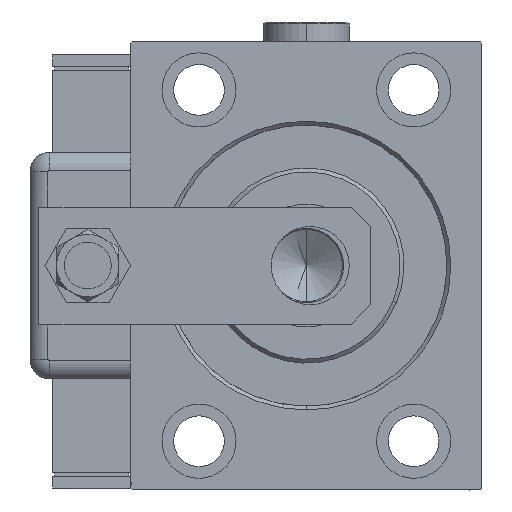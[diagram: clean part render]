
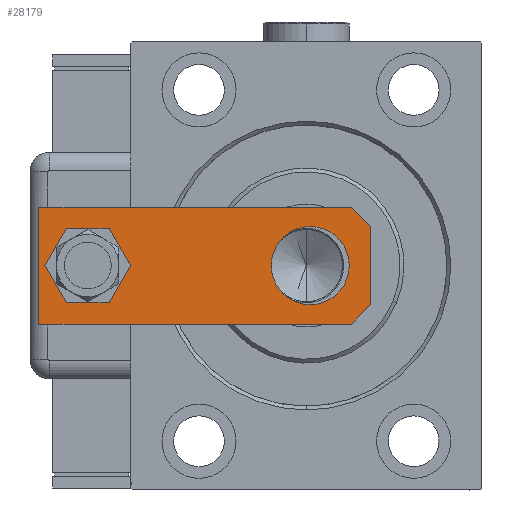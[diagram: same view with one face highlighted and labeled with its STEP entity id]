
A CAD part, left-side view. The second image highlights one B-rep face of the part: STEP entity #28179.
In plain terms, the highlighted face is planar.
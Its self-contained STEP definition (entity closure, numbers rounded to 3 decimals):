
#2014 = DIRECTION ( 'NONE',  ( 1., 0., 0. ) ) ;
#3240 = DIRECTION ( 'NONE',  ( -0.707, 0.707, 0. ) ) ;
#4965 = DIRECTION ( 'NONE',  ( 0., 0., 1. ) ) ;
#5288 = DIRECTION ( 'NONE',  ( 0., 0., 1. ) ) ;
#5603 = EDGE_CURVE ( 'NONE', #54978, #50642, #23540, .T. ) ;
#5803 = AXIS2_PLACEMENT_3D ( 'NONE', #29340, #5288, #23493 ) ;
#5928 = CARTESIAN_POINT ( 'NONE',  ( -15., 85., 0. ) ) ;
#7541 = EDGE_CURVE ( 'NONE', #56090, #27609, #29975, .T. ) ;
#8093 = EDGE_LOOP ( 'NONE', ( #52105, #55731, #39332, #13863, #27449, #8647 ) ) ;
#8647 = ORIENTED_EDGE ( 'NONE', *, *, #7541, .T. ) ;
#9474 = CIRCLE ( 'NONE', #44955, 7. ) ;
#10040 = CARTESIAN_POINT ( 'NONE',  ( 15., 85., 0. ) ) ;
#11128 = VECTOR ( 'NONE', #21704, 1000. ) ;
#13389 = CARTESIAN_POINT ( 'NONE',  ( 0., 0., 0. ) ) ;
#13797 = AXIS2_PLACEMENT_3D ( 'NONE', #50597, #31452, #21886 ) ;
#13863 = ORIENTED_EDGE ( 'NONE', *, *, #38792, .F. ) ;
#16009 = VECTOR ( 'NONE', #24747, 1000. ) ;
#16264 = EDGE_CURVE ( 'NONE', #29505, #27609, #38316, .T. ) ;
#18683 = LINE ( 'NONE', #10040, #31463 ) ;
#19163 = DIRECTION ( 'NONE',  ( 1., 0., 0. ) ) ;
#21704 = DIRECTION ( 'NONE',  ( 0., 1., 0. ) ) ;
#21858 = CARTESIAN_POINT ( 'NONE',  ( 7., 72.5, 0. ) ) ;
#21886 = DIRECTION ( 'NONE',  ( 1., 0., 0. ) ) ;
#22445 = EDGE_CURVE ( 'NONE', #56090, #42268, #54448, .T. ) ;
#22755 = VERTEX_POINT ( 'NONE', #26934 ) ;
#23493 = DIRECTION ( 'NONE',  ( 1., 0., 0. ) ) ;
#23540 = CIRCLE ( 'NONE', #5803, 7. ) ;
#23678 = CIRCLE ( 'NONE', #27576, 10. ) ;
#24747 = DIRECTION ( 'NONE',  ( 0., -1., 0. ) ) ;
#25029 = DIRECTION ( 'NONE',  ( 1., 0., 0. ) ) ;
#25806 = ORIENTED_EDGE ( 'NONE', *, *, #5603, .T. ) ;
#26007 = AXIS2_PLACEMENT_3D ( 'NONE', #13389, #56312, #46107 ) ;
#26697 = LINE ( 'NONE', #45522, #50937 ) ;
#26934 = CARTESIAN_POINT ( 'NONE',  ( 10., 15.5, 0. ) ) ;
#27274 = PLANE ( 'NONE',  #26007 ) ;
#27449 = ORIENTED_EDGE ( 'NONE', *, *, #22445, .F. ) ;
#27576 = AXIS2_PLACEMENT_3D ( 'NONE', #60881, #4965, #19163 ) ;
#27609 = VERTEX_POINT ( 'NONE', #59576 ) ;
#28179 = ADVANCED_FACE ( 'NONE', ( #60959, #32216, #37450 ), #27274, .F. ) ;
#29089 = CARTESIAN_POINT ( 'NONE',  ( -15., 5., 0. ) ) ;
#29340 = CARTESIAN_POINT ( 'NONE',  ( 0., 72.5, 0. ) ) ;
#29505 = VERTEX_POINT ( 'NONE', #39225 ) ;
#29975 = LINE ( 'NONE', #45373, #33385 ) ;
#30705 = CARTESIAN_POINT ( 'NONE',  ( 15., 85., 0. ) ) ;
#31420 = ORIENTED_EDGE ( 'NONE', *, *, #41561, .T. ) ;
#31452 = DIRECTION ( 'NONE',  ( 0., 0., 1. ) ) ;
#31463 = VECTOR ( 'NONE', #52036, 1000. ) ;
#32216 = FACE_BOUND ( 'NONE', #57811, .T. ) ;
#33385 = VECTOR ( 'NONE', #35226, 1000. ) ;
#33989 = CARTESIAN_POINT ( 'NONE',  ( -15., 0., 0. ) ) ;
#35226 = DIRECTION ( 'NONE',  ( -0.707, -0.707, 0. ) ) ;
#35351 = DIRECTION ( 'NONE',  ( 0., 0., 1. ) ) ;
#36291 = VERTEX_POINT ( 'NONE', #60060 ) ;
#36349 = EDGE_CURVE ( 'NONE', #29505, #57824, #26697, .T. ) ;
#37450 = FACE_BOUND ( 'NONE', #38251, .T. ) ;
#38251 = EDGE_LOOP ( 'NONE', ( #58134, #31420 ) ) ;
#38316 = LINE ( 'NONE', #33989, #43381 ) ;
#38792 = EDGE_CURVE ( 'NONE', #42268, #36291, #18683, .T. ) ;
#39225 = CARTESIAN_POINT ( 'NONE',  ( -10., 0., 0. ) ) ;
#39332 = ORIENTED_EDGE ( 'NONE', *, *, #46791, .F. ) ;
#40416 = CIRCLE ( 'NONE', #13797, 10. ) ;
#41269 = EDGE_CURVE ( 'NONE', #44231, #22755, #23678, .T. ) ;
#41561 = EDGE_CURVE ( 'NONE', #22755, #44231, #40416, .T. ) ;
#42268 = VERTEX_POINT ( 'NONE', #30705 ) ;
#43192 = CARTESIAN_POINT ( 'NONE',  ( 15., 5., 0. ) ) ;
#43381 = VECTOR ( 'NONE', #25029, 1000. ) ;
#43850 = CARTESIAN_POINT ( 'NONE',  ( -7., 72.5, 0. ) ) ;
#44231 = VERTEX_POINT ( 'NONE', #61068 ) ;
#44955 = AXIS2_PLACEMENT_3D ( 'NONE', #49849, #35351, #2014 ) ;
#45373 = CARTESIAN_POINT ( 'NONE',  ( 15., 5., 0. ) ) ;
#45522 = CARTESIAN_POINT ( 'NONE',  ( -10., 0., 0. ) ) ;
#46107 = DIRECTION ( 'NONE',  ( 1., 0., 0. ) ) ;
#46791 = EDGE_CURVE ( 'NONE', #36291, #57824, #48204, .T. ) ;
#48204 = LINE ( 'NONE', #5928, #16009 ) ;
#49849 = CARTESIAN_POINT ( 'NONE',  ( 0., 72.5, 0. ) ) ;
#50597 = CARTESIAN_POINT ( 'NONE',  ( 0., 15.5, 0. ) ) ;
#50642 = VERTEX_POINT ( 'NONE', #43850 ) ;
#50937 = VECTOR ( 'NONE', #3240, 1000. ) ;
#52036 = DIRECTION ( 'NONE',  ( -1., 0., 0. ) ) ;
#52105 = ORIENTED_EDGE ( 'NONE', *, *, #16264, .F. ) ;
#54448 = LINE ( 'NONE', #59689, #11128 ) ;
#54978 = VERTEX_POINT ( 'NONE', #21858 ) ;
#55436 = ORIENTED_EDGE ( 'NONE', *, *, #59305, .T. ) ;
#55731 = ORIENTED_EDGE ( 'NONE', *, *, #36349, .T. ) ;
#56090 = VERTEX_POINT ( 'NONE', #43192 ) ;
#56312 = DIRECTION ( 'NONE',  ( 0., 0., 1. ) ) ;
#57811 = EDGE_LOOP ( 'NONE', ( #55436, #25806 ) ) ;
#57824 = VERTEX_POINT ( 'NONE', #29089 ) ;
#58134 = ORIENTED_EDGE ( 'NONE', *, *, #41269, .T. ) ;
#59305 = EDGE_CURVE ( 'NONE', #50642, #54978, #9474, .T. ) ;
#59576 = CARTESIAN_POINT ( 'NONE',  ( 10., 0., 0. ) ) ;
#59689 = CARTESIAN_POINT ( 'NONE',  ( 15., 0., 0. ) ) ;
#60060 = CARTESIAN_POINT ( 'NONE',  ( -15., 85., 0. ) ) ;
#60881 = CARTESIAN_POINT ( 'NONE',  ( 0., 15.5, 0. ) ) ;
#60959 = FACE_OUTER_BOUND ( 'NONE', #8093, .T. ) ;
#61068 = CARTESIAN_POINT ( 'NONE',  ( -10., 15.5, 0. ) ) ;
